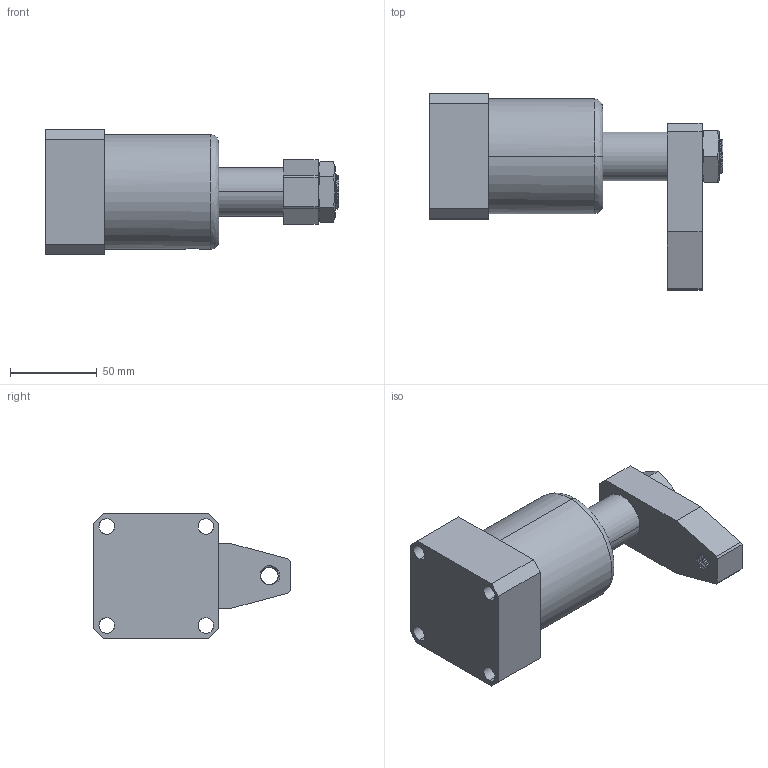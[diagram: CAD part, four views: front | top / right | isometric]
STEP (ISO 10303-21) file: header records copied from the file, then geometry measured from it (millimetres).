
FILE_DESCRIPTION (( 'STEP AP214' ), '1' );
FILE_NAME ('chs-50s_asm.STEP', '2020-02-12T00:44:30', ( '' ), ( '' ), 'SwSTEP 2.0', 'SolidWorks 2016', '' );
FILE_SCHEMA (( 'AUTOMOTIVE_DESIGN' ));
Length unit declared in the file: millimetre
Products named in the file (5): M20LM; CHS-50SYB; CHS-50SHSG; CHS-50BT; chs-50s_asm
Assembly tree (4 placements, depth 2):
  chs-50s_asm
    CHS-50BT
    CHS-50SHSG
    CHS-50SYB
    M20LM
Bounding box: 169 x 113 x 72 mm (x, y, z)
Volume: 416034.6 mm3; surface area: 81892 mm2
Topology: 4 solids, 4 shells, 230 faces, 801 edges, 583 vertices
Faces by surface type: cylinder 128, bspline 45, plane 41, cone 16
Entity records: 35220 total; most frequent: CARTESIAN_POINT 29245, ORIENTED_EDGE 1598, EDGE_CURVE 799, DIRECTION 640, VERTEX_POINT 583, B_SPLINE_CURVE_WITH_KNOTS 569, EDGE_LOOP 254, ADVANCED_FACE 230
